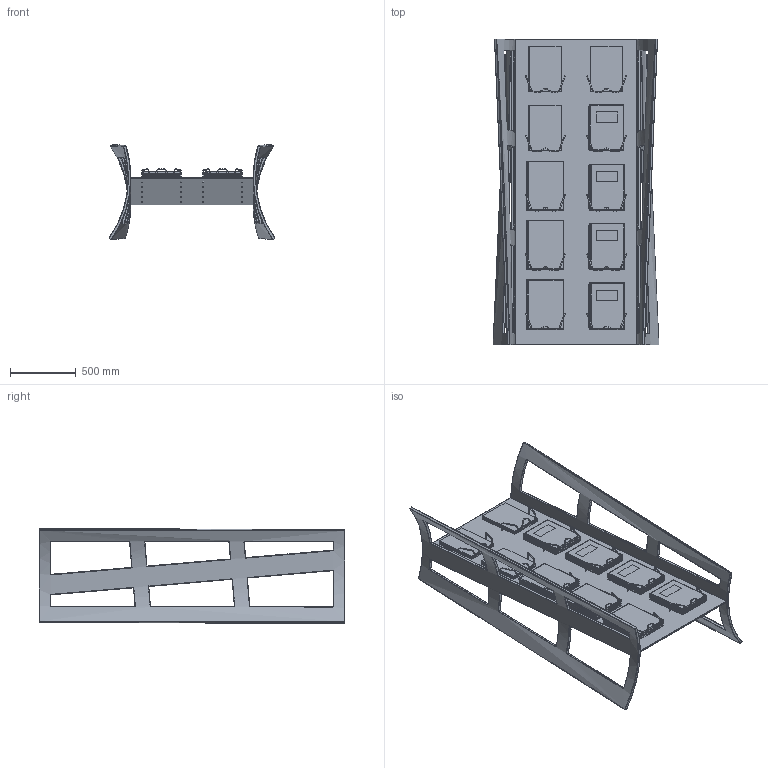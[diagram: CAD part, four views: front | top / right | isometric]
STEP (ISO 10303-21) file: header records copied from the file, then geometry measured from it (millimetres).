
FILE_DESCRIPTION(('FreeCAD Model'),'2;1');
FILE_NAME('Open CASCADE Shape Model','2025-04-17T03:28:14',('FreeCAD'),( 'FreeCAD'),'Open CASCADE STEP processor 7.6','FreeCAD','Unknown');
FILE_SCHEMA(('AUTOMOTIVE_DESIGN { 1 0 10303 214 1 1 1 1 }'));
Products named in the file (1): Open CASCADE STEP translator 7.6 1
Bounding box: 1259.25 x 2319.89 x 721.37 mm (x, y, z)
Volume: 109284057.3 mm3; surface area: 15522921.6 mm2
Topology: 421 solids, 421 shells, 3939 faces, 8803 edges, 5728 vertices
Faces by surface type: bspline 3939
Entity records: 128217 total; most frequent: CARTESIAN_POINT 76573, ORIENTED_EDGE 17586, EDGE_CURVE 8793, VERTEX_POINT 5728, FACE_BOUND 4731, EDGE_LOOP 4731, ADVANCED_FACE 3939, B_SPLINE_CURVE_WITH_KNOTS 3913
